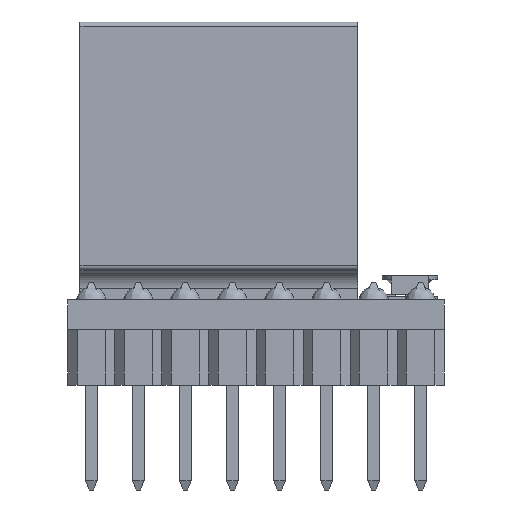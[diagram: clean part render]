
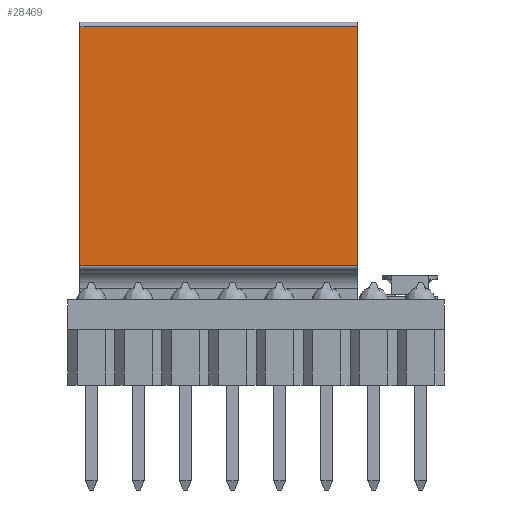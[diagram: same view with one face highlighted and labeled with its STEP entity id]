
A CAD part, front view. The second image highlights one B-rep face of the part: STEP entity #28469.
In plain terms, the highlighted free-form (B-spline) face has degree [1, 1] with [2, 2] control points.
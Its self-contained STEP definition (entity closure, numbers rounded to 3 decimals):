
#28088 = VERTEX_POINT('',#28089);
#28089 = CARTESIAN_POINT('',(-7.706,-5.881,
    13.262));
#28095 = EDGE_CURVE('',#28088,#28096,#28098,.T.);
#28096 = VERTEX_POINT('',#28097);
#28097 = CARTESIAN_POINT('',(-7.706,-5.881,
    2.798));
#28098 = B_SPLINE_CURVE_WITH_KNOTS('',1,(#28099,#28100),.UNSPECIFIED.,
  .F.,.F.,(2,2),(0.25,13.15),.PIECEWISE_BEZIER_KNOTS.);
#28099 = CARTESIAN_POINT('',(-7.706,-5.881,
    13.262));
#28100 = CARTESIAN_POINT('',(-7.706,-5.881,
    2.798));
#28118 = VERTEX_POINT('',#28119);
#28119 = CARTESIAN_POINT('',(4.461,-5.881,
    2.798));
#28125 = EDGE_CURVE('',#28096,#28118,#28126,.T.);
#28126 = B_SPLINE_CURVE_WITH_KNOTS('',1,(#28127,#28128),.UNSPECIFIED.,
  .F.,.F.,(2,2),(0.,15.),.PIECEWISE_BEZIER_KNOTS.);
#28127 = CARTESIAN_POINT('',(-7.706,-5.881,
    2.798));
#28128 = CARTESIAN_POINT('',(4.461,-5.881,
    2.798));
#28452 = VERTEX_POINT('',#28453);
#28453 = CARTESIAN_POINT('',(4.461,-5.881,
    13.262));
#28459 = EDGE_CURVE('',#28452,#28118,#28460,.T.);
#28460 = B_SPLINE_CURVE_WITH_KNOTS('',1,(#28461,#28462),.UNSPECIFIED.,
  .F.,.F.,(2,2),(0.25,13.15),.PIECEWISE_BEZIER_KNOTS.);
#28461 = CARTESIAN_POINT('',(4.461,-5.881,
    13.262));
#28462 = CARTESIAN_POINT('',(4.461,-5.881,
    2.798));
#28469 = ADVANCED_FACE('',(#28470),#28480,.F.);
#28470 = FACE_BOUND('',#28471,.F.);
#28471 = EDGE_LOOP('',(#28472,#28473,#28478,#28479));
#28472 = ORIENTED_EDGE('',*,*,#28095,.F.);
#28473 = ORIENTED_EDGE('',*,*,#28474,.T.);
#28474 = EDGE_CURVE('',#28088,#28452,#28475,.T.);
#28475 = B_SPLINE_CURVE_WITH_KNOTS('',1,(#28476,#28477),.UNSPECIFIED.,
  .F.,.F.,(2,2),(0.,15.),.PIECEWISE_BEZIER_KNOTS.);
#28476 = CARTESIAN_POINT('',(-7.706,-5.881,
    13.262));
#28477 = CARTESIAN_POINT('',(4.461,-5.881,
    13.262));
#28478 = ORIENTED_EDGE('',*,*,#28459,.T.);
#28479 = ORIENTED_EDGE('',*,*,#28125,.F.);
#28480 = B_SPLINE_SURFACE_WITH_KNOTS('',1,1,(
    (#28481,#28482)
    ,(#28483,#28484
  )),.UNSPECIFIED.,.F.,.F.,.F.,(2,2),(2,2),(0.25,13.15),(-15.,
    0.),.PIECEWISE_BEZIER_KNOTS.);
#28481 = CARTESIAN_POINT('',(4.461,-5.881,
    13.262));
#28482 = CARTESIAN_POINT('',(-7.706,-5.881,
    13.262));
#28483 = CARTESIAN_POINT('',(4.461,-5.881,
    2.798));
#28484 = CARTESIAN_POINT('',(-7.706,-5.881,
    2.798));
